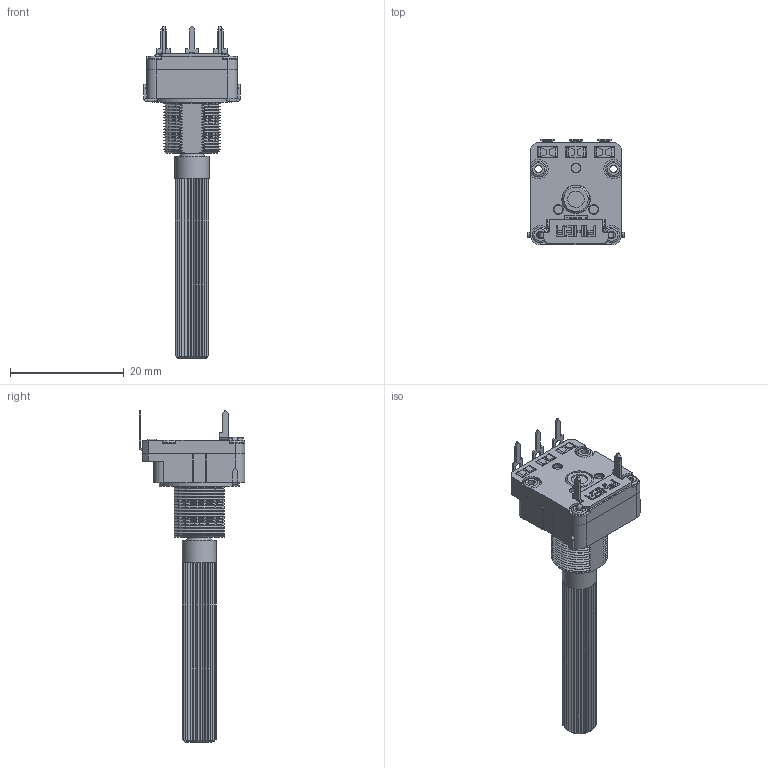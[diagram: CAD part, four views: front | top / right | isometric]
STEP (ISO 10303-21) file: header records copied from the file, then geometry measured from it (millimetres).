
FILE_DESCRIPTION (( 'STEP AP203' ), '1' );
FILE_NAME ('PC16SV-10IP06-TA.STEP', '2018-09-04T13:11:00', ( '' ), ( '' ), 'SwSTEP 2.0', 'SolidWorks 2018', '' );
FILE_SCHEMA (( 'CONFIG_CONTROL_DESIGN' ));
Length unit declared in the file: millimetre
Products named in the file (7): PC16SV-10IP06-TA; PC16SV-10IP06-TA-PORTARESISTENCIA; PC16SV-10IP06-TA-COLECTOR; PC16SV-10IP06-TA-PORTACURSOR; PC16SV-10IP06-TA-CARCASA; PC16SV-10IP06-TA-TERMINAL APOYO_TROQUELADOS; PC16SV-10IP06-TA-EJE_Predeterminada
Assembly tree (9 placements, depth 2):
  PC16SV-10IP06-TA
    PC16SV-10IP06-TA-PORTARESISTENCIA
    PC16SV-10IP06-TA-COLECTOR  x4
    PC16SV-10IP06-TA-PORTACURSOR
    PC16SV-10IP06-TA-CARCASA
    PC16SV-10IP06-TA-TERMINAL APOYO_TROQUELADOS
    PC16SV-10IP06-TA-EJE_Predeterminada
Bounding box: 16.99 x 18.55 x 58.41 mm (x, y, z)
Volume: 3495.6 mm3; surface area: 4723.8 mm2
Topology: 9 solids, 9 shells, 1039 faces, 2595 edges, 1610 vertices
Faces by surface type: plane 698, cylinder 238, cone 84, bspline 12, torus 7
Full cylindrical faces by diameter (mm): 1.3 x4, 1.53 x3, 1.8 x1, 1.9 x1, 2.15 x4, 2.2 x4, 2.8 x4, 2.9 x2, 4 x1, 4.01 x1, 4.9 x1, 5 x1, 5.6 x1, 6 x1, 11.5 x1, 13.8 x1, 14 x1, 14.2 x1
Entity records: 25272 total; most frequent: CARTESIAN_POINT 4970, ORIENTED_EDGE 4038, DIRECTION 3957, EDGE_CURVE 2019, AXIS2_PLACEMENT_3D 1341, VERTEX_POINT 1296, LINE 1275, VECTOR 1275
